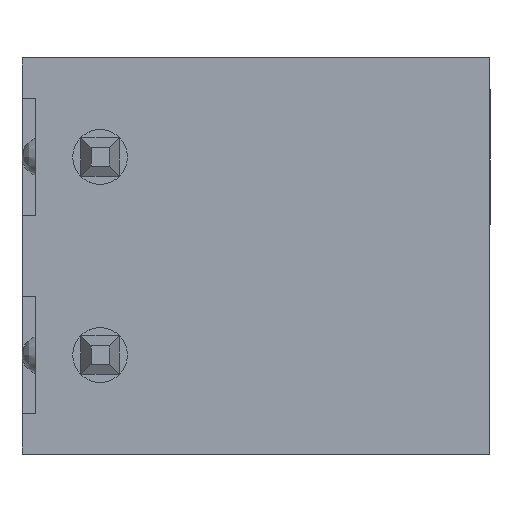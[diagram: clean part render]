
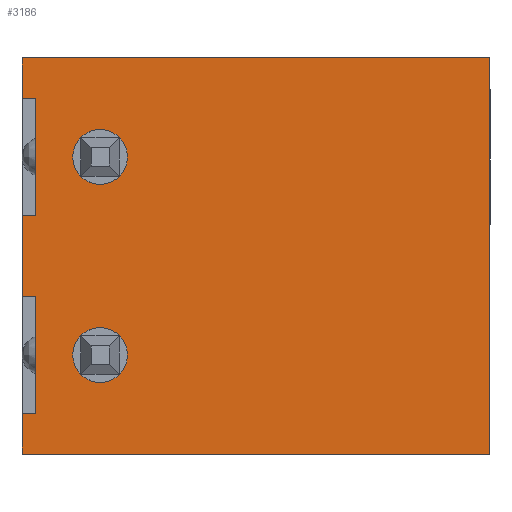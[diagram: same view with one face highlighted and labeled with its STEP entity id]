
A CAD part, front view. The second image highlights one B-rep face of the part: STEP entity #3186.
In plain terms, the highlighted planar face has unit normal (0, -1, 0).
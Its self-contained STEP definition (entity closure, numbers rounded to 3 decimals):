
#19 = ORIENTED_EDGE ( 'NONE', *, *, #1247, .F. ) ;
#54 = VECTOR ( 'NONE', #6225, 1000. ) ;
#151 = CARTESIAN_POINT ( 'NONE',  ( 38.627, 37.773, -5.78 ) ) ;
#180 = EDGE_CURVE ( 'NONE', #5570, #5736, #3610, .T. ) ;
#185 = CARTESIAN_POINT ( 'NONE',  ( 38.627, 37.773, -5.08 ) ) ;
#190 = CARTESIAN_POINT ( 'NONE',  ( 36.627, 37.773, -7.62 ) ) ;
#191 = PLANE ( 'NONE',  #1424 ) ;
#208 = VERTEX_POINT ( 'NONE', #190 ) ;
#221 = DIRECTION ( 'NONE',  ( 0., -1., 0. ) ) ;
#263 = EDGE_CURVE ( 'NONE', #2222, #4200, #5287, .T. ) ;
#469 = ORIENTED_EDGE ( 'NONE', *, *, #2125, .T. ) ;
#503 = VECTOR ( 'NONE', #1111, 1000. ) ;
#569 = VECTOR ( 'NONE', #7403, 1000. ) ;
#757 = AXIS2_PLACEMENT_3D ( 'NONE', #2316, #6490, #2922 ) ;
#774 = LINE ( 'NONE', #1436, #6967 ) ;
#791 = DIRECTION ( 'NONE',  ( 0., 0., -1. ) ) ;
#825 = DIRECTION ( 'NONE',  ( 0., 0., -1. ) ) ;
#848 = CARTESIAN_POINT ( 'NONE',  ( 36.627, 37.773, -0.08 ) ) ;
#910 = AXIS2_PLACEMENT_3D ( 'NONE', #1224, #5434, #1846 ) ;
#937 = ORIENTED_EDGE ( 'NONE', *, *, #7373, .T. ) ;
#947 = CARTESIAN_POINT ( 'NONE',  ( 38.627, 37.773, 0.7 ) ) ;
#979 = ORIENTED_EDGE ( 'NONE', *, *, #4740, .T. ) ;
#998 = VERTEX_POINT ( 'NONE', #151 ) ;
#1021 = DIRECTION ( 'NONE',  ( 0., 0., 1. ) ) ;
#1111 = DIRECTION ( 'NONE',  ( 1., 0., 0. ) ) ;
#1224 = CARTESIAN_POINT ( 'NONE',  ( 38.627, 37.773, 0. ) ) ;
#1247 = EDGE_CURVE ( 'NONE', #5964, #6426, #6241, .T. ) ;
#1340 = EDGE_LOOP ( 'NONE', ( #19, #5580, #1707, #3998, #6454, #4660, #7719, #6726, #5054, #979, #5897, #469 ) ) ;
#1422 = VERTEX_POINT ( 'NONE', #4602 ) ;
#1424 = AXIS2_PLACEMENT_3D ( 'NONE', #3858, #221, #4454 ) ;
#1436 = CARTESIAN_POINT ( 'NONE',  ( 36.977, 37.773, -0.08 ) ) ;
#1437 = CARTESIAN_POINT ( 'NONE',  ( 36.627, 37.773, -0.08 ) ) ;
#1445 = CARTESIAN_POINT ( 'NONE',  ( 36.627, 37.773, -3.58 ) ) ;
#1494 = CARTESIAN_POINT ( 'NONE',  ( 36.977, 37.773, -0.08 ) ) ;
#1602 = CARTESIAN_POINT ( 'NONE',  ( 36.977, 37.773, -1.5 ) ) ;
#1613 = LINE ( 'NONE', #7590, #3213 ) ;
#1638 = LINE ( 'NONE', #1494, #4854 ) ;
#1707 = ORIENTED_EDGE ( 'NONE', *, *, #3216, .T. ) ;
#1843 = CARTESIAN_POINT ( 'NONE',  ( 38.627, 37.773, -0.7 ) ) ;
#1846 = DIRECTION ( 'NONE',  ( 0., 0., -1. ) ) ;
#1935 = VECTOR ( 'NONE', #6309, 1000. ) ;
#2112 = VERTEX_POINT ( 'NONE', #6199 ) ;
#2125 = EDGE_CURVE ( 'NONE', #2112, #6426, #6954, .T. ) ;
#2143 = CARTESIAN_POINT ( 'NONE',  ( 0., 37.773, -6.58 ) ) ;
#2180 = DIRECTION ( 'NONE',  ( 1., 0., 0. ) ) ;
#2222 = VERTEX_POINT ( 'NONE', #947 ) ;
#2244 = CARTESIAN_POINT ( 'NONE',  ( 36.627, 37.773, -1.5 ) ) ;
#2285 = DIRECTION ( 'NONE',  ( 1., 0., 0. ) ) ;
#2316 = CARTESIAN_POINT ( 'NONE',  ( 38.627, 37.773, -5.08 ) ) ;
#2416 = LINE ( 'NONE', #5172, #6989 ) ;
#2446 = DIRECTION ( 'NONE',  ( 1., 0., 0. ) ) ;
#2489 = EDGE_LOOP ( 'NONE', ( #6182, #4469 ) ) ;
#2557 = EDGE_CURVE ( 'NONE', #4200, #2222, #3166, .T. ) ;
#2563 = DIRECTION ( 'NONE',  ( 0., 1., 0. ) ) ;
#2635 = DIRECTION ( 'NONE',  ( 0., 0., 1. ) ) ;
#2696 = VECTOR ( 'NONE', #2285, 1000. ) ;
#2718 = EDGE_CURVE ( 'NONE', #998, #5581, #5057, .T. ) ;
#2817 = EDGE_CURVE ( 'NONE', #5570, #3915, #2416, .T. ) ;
#2892 = CARTESIAN_POINT ( 'NONE',  ( 0., 37.773, 1.5 ) ) ;
#2922 = DIRECTION ( 'NONE',  ( 0., 0., -1. ) ) ;
#2990 = EDGE_CURVE ( 'NONE', #5964, #4555, #3261, .T. ) ;
#3018 = EDGE_CURVE ( 'NONE', #5736, #7429, #3732, .T. ) ;
#3166 = CIRCLE ( 'NONE', #910, 0.7 ) ;
#3186 = ADVANCED_FACE ( 'NONE', ( #7710, #4759, #6124 ), #191, .T. ) ;
#3205 = CARTESIAN_POINT ( 'NONE',  ( 38.627, 37.773, 0. ) ) ;
#3213 = VECTOR ( 'NONE', #1021, 1000. ) ;
#3216 = EDGE_CURVE ( 'NONE', #4555, #3915, #774, .T. ) ;
#3226 = EDGE_CURVE ( 'NONE', #7429, #5430, #1638, .T. ) ;
#3261 = LINE ( 'NONE', #2892, #2696 ) ;
#3371 = CARTESIAN_POINT ( 'NONE',  ( 36.627, 37.773, -0.08 ) ) ;
#3608 = AXIS2_PLACEMENT_3D ( 'NONE', #185, #4431, #791 ) ;
#3610 = LINE ( 'NONE', #848, #6777 ) ;
#3732 = LINE ( 'NONE', #4728, #503 ) ;
#3858 = CARTESIAN_POINT ( 'NONE',  ( 38.127, 37.773, -0.08 ) ) ;
#3862 = CARTESIAN_POINT ( 'NONE',  ( 36.627, 37.773, -6.58 ) ) ;
#3915 = VERTEX_POINT ( 'NONE', #1602 ) ;
#3998 = ORIENTED_EDGE ( 'NONE', *, *, #2817, .F. ) ;
#4200 = VERTEX_POINT ( 'NONE', #1843 ) ;
#4427 = VERTEX_POINT ( 'NONE', #3862 ) ;
#4431 = DIRECTION ( 'NONE',  ( 0., 1., 0. ) ) ;
#4454 = DIRECTION ( 'NONE',  ( 0., 0., -1. ) ) ;
#4469 = ORIENTED_EDGE ( 'NONE', *, *, #263, .T. ) ;
#4555 = VERTEX_POINT ( 'NONE', #7018 ) ;
#4602 = CARTESIAN_POINT ( 'NONE',  ( 48.627, 37.773, -7.62 ) ) ;
#4642 = CARTESIAN_POINT ( 'NONE',  ( 36.627, 37.773, 1.5 ) ) ;
#4660 = ORIENTED_EDGE ( 'NONE', *, *, #3018, .T. ) ;
#4728 = CARTESIAN_POINT ( 'NONE',  ( 0., 37.773, -3.58 ) ) ;
#4740 = EDGE_CURVE ( 'NONE', #208, #1422, #7247, .T. ) ;
#4759 = FACE_BOUND ( 'NONE', #2489, .T. ) ;
#4761 = CARTESIAN_POINT ( 'NONE',  ( 36.977, 37.773, -3.58 ) ) ;
#4854 = VECTOR ( 'NONE', #5690, 1000. ) ;
#4875 = LINE ( 'NONE', #1437, #54 ) ;
#5054 = ORIENTED_EDGE ( 'NONE', *, *, #5466, .F. ) ;
#5057 = CIRCLE ( 'NONE', #3608, 0.7 ) ;
#5094 = DIRECTION ( 'NONE',  ( 0., 0., -1. ) ) ;
#5172 = CARTESIAN_POINT ( 'NONE',  ( 0., 37.773, -1.5 ) ) ;
#5287 = CIRCLE ( 'NONE', #7525, 0.7 ) ;
#5430 = VERTEX_POINT ( 'NONE', #7380 ) ;
#5434 = DIRECTION ( 'NONE',  ( 0., 1., 0. ) ) ;
#5466 = EDGE_CURVE ( 'NONE', #208, #4427, #4875, .T. ) ;
#5570 = VERTEX_POINT ( 'NONE', #2244 ) ;
#5580 = ORIENTED_EDGE ( 'NONE', *, *, #2990, .T. ) ;
#5581 = VERTEX_POINT ( 'NONE', #5829 ) ;
#5678 = VECTOR ( 'NONE', #2446, 1000. ) ;
#5690 = DIRECTION ( 'NONE',  ( 0., 0., -1. ) ) ;
#5736 = VERTEX_POINT ( 'NONE', #1445 ) ;
#5789 = EDGE_CURVE ( 'NONE', #4427, #5430, #6519, .T. ) ;
#5829 = CARTESIAN_POINT ( 'NONE',  ( 38.627, 37.773, -4.38 ) ) ;
#5897 = ORIENTED_EDGE ( 'NONE', *, *, #7608, .T. ) ;
#5964 = VERTEX_POINT ( 'NONE', #4642 ) ;
#6124 = FACE_BOUND ( 'NONE', #6639, .T. ) ;
#6182 = ORIENTED_EDGE ( 'NONE', *, *, #2557, .T. ) ;
#6199 = CARTESIAN_POINT ( 'NONE',  ( 48.627, 37.773, 2.54 ) ) ;
#6225 = DIRECTION ( 'NONE',  ( 0., 0., 1. ) ) ;
#6241 = LINE ( 'NONE', #3371, #7641 ) ;
#6309 = DIRECTION ( 'NONE',  ( 1., 0., 0. ) ) ;
#6426 = VERTEX_POINT ( 'NONE', #6748 ) ;
#6454 = ORIENTED_EDGE ( 'NONE', *, *, #180, .T. ) ;
#6490 = DIRECTION ( 'NONE',  ( 0., 1., 0. ) ) ;
#6519 = LINE ( 'NONE', #2143, #1935 ) ;
#6639 = EDGE_LOOP ( 'NONE', ( #6796, #937 ) ) ;
#6726 = ORIENTED_EDGE ( 'NONE', *, *, #5789, .F. ) ;
#6748 = CARTESIAN_POINT ( 'NONE',  ( 36.627, 37.773, 2.54 ) ) ;
#6777 = VECTOR ( 'NONE', #5094, 1000. ) ;
#6796 = ORIENTED_EDGE ( 'NONE', *, *, #2718, .T. ) ;
#6811 = CARTESIAN_POINT ( 'NONE',  ( 38.127, 37.773, 2.54 ) ) ;
#6954 = LINE ( 'NONE', #6811, #569 ) ;
#6967 = VECTOR ( 'NONE', #7419, 1000. ) ;
#6989 = VECTOR ( 'NONE', #2180, 1000. ) ;
#7018 = CARTESIAN_POINT ( 'NONE',  ( 36.977, 37.773, 1.5 ) ) ;
#7138 = CIRCLE ( 'NONE', #757, 0.7 ) ;
#7187 = CARTESIAN_POINT ( 'NONE',  ( 38.127, 37.773, -7.62 ) ) ;
#7247 = LINE ( 'NONE', #7187, #5678 ) ;
#7373 = EDGE_CURVE ( 'NONE', #5581, #998, #7138, .T. ) ;
#7380 = CARTESIAN_POINT ( 'NONE',  ( 36.977, 37.773, -6.58 ) ) ;
#7403 = DIRECTION ( 'NONE',  ( -1., 0., 0. ) ) ;
#7419 = DIRECTION ( 'NONE',  ( 0., 0., -1. ) ) ;
#7429 = VERTEX_POINT ( 'NONE', #4761 ) ;
#7525 = AXIS2_PLACEMENT_3D ( 'NONE', #3205, #2563, #825 ) ;
#7590 = CARTESIAN_POINT ( 'NONE',  ( 48.627, 37.773, -0.08 ) ) ;
#7608 = EDGE_CURVE ( 'NONE', #1422, #2112, #1613, .T. ) ;
#7641 = VECTOR ( 'NONE', #2635, 1000. ) ;
#7710 = FACE_OUTER_BOUND ( 'NONE', #1340, .T. ) ;
#7719 = ORIENTED_EDGE ( 'NONE', *, *, #3226, .T. ) ;
